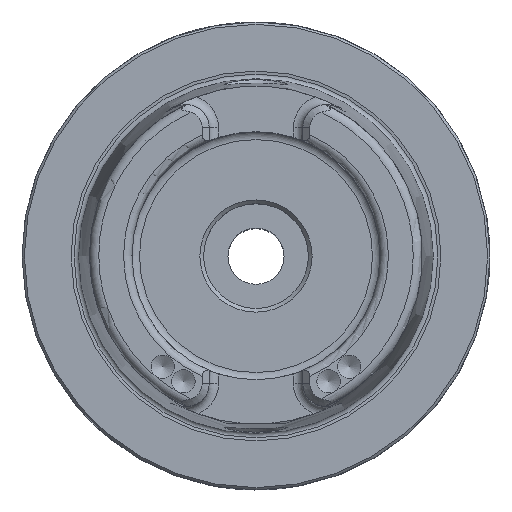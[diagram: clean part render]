
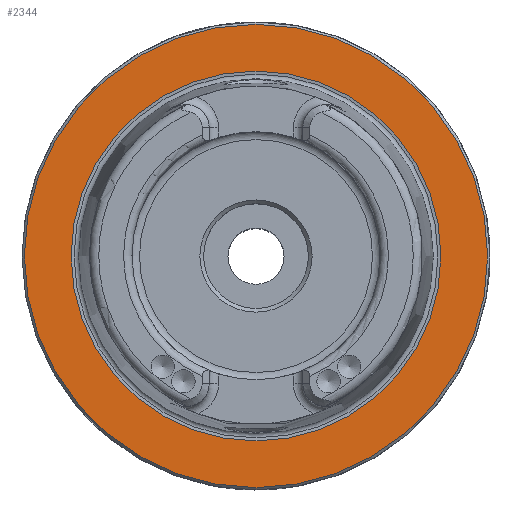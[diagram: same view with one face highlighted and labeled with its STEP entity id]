
A CAD part, top view. The second image highlights one B-rep face of the part: STEP entity #2344.
In plain terms, the highlighted planar face has unit normal (0, 0, 1).
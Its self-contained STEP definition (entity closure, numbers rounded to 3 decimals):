
#687=ORIENTED_EDGE('',*,*,#1153,.T.);
#688=ORIENTED_EDGE('',*,*,#1150,.F.);
#1150=EDGE_CURVE('',#1423,#1423,#1622,.T.);
#1153=EDGE_CURVE('',#1426,#1426,#1625,.T.);
#1423=VERTEX_POINT('',#4109);
#1426=VERTEX_POINT('',#4118);
#1622=CIRCLE('',#2604,39.511);
#1625=CIRCLE('',#2610,49.5);
#1831=EDGE_LOOP('',(#687));
#1832=EDGE_LOOP('',(#688));
#2095=FACE_BOUND('',#1831,.T.);
#2096=FACE_BOUND('',#1832,.T.);
#2236=PLANE('',#2609);
#2344=ADVANCED_FACE('',(#2095,#2096),#2236,.T.);
#2604=AXIS2_PLACEMENT_3D('',#4108,#3126,#3127);
#2609=AXIS2_PLACEMENT_3D('',#4116,#3136,#3137);
#2610=AXIS2_PLACEMENT_3D('',#4117,#3138,#3139);
#3126=DIRECTION('',(0.,0.,1.));
#3127=DIRECTION('',(1.,0.,0.));
#3136=DIRECTION('',(0.,0.,1.));
#3137=DIRECTION('',(1.,0.,0.));
#3138=DIRECTION('',(0.,0.,1.));
#3139=DIRECTION('',(1.,0.,0.));
#4108=CARTESIAN_POINT('',(0.,0.,0.));
#4109=CARTESIAN_POINT('',(39.511,0.,0.));
#4116=CARTESIAN_POINT('',(49.5,0.,0.));
#4117=CARTESIAN_POINT('',(0.,0.,0.));
#4118=CARTESIAN_POINT('',(49.5,0.,0.));
